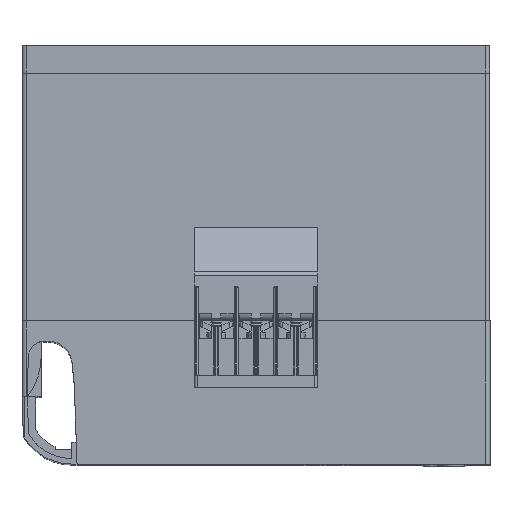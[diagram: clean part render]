
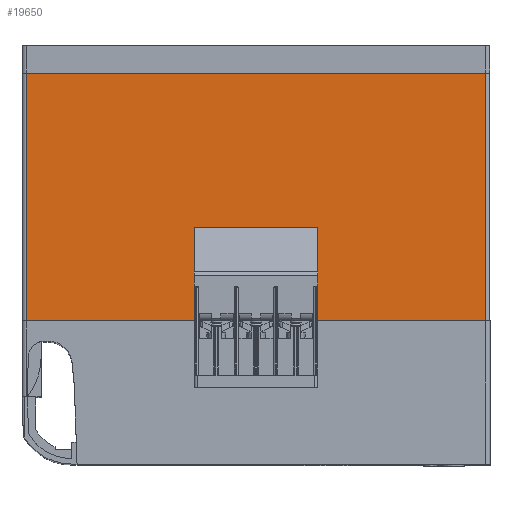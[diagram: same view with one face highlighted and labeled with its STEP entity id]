
A CAD part, top view. The second image highlights one B-rep face of the part: STEP entity #19650.
In plain terms, the highlighted planar face has unit normal (0, 0, 1).
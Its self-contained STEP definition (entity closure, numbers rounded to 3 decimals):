
#17692=VERTEX_POINT('',#50928);
#17912=VERTEX_POINT('',#51170);
#18240=EDGE_CURVE('',#20848,#24704,#51523,.T.);
#18704=VERTEX_POINT('',#52033);
#19414=EDGE_CURVE('',#35624,#20848,#52795,.T.);
#19650=ADVANCED_FACE('',(#53050,#53051),#53052,.T.);
#20814=VERTEX_POINT('',#54327);
#20848=VERTEX_POINT('',#54364);
#21168=VERTEX_POINT('',#54714);
#24556=EDGE_CURVE('',#31110,#20814,#58413,.T.);
#24704=VERTEX_POINT('',#58574);
#24708=VERTEX_POINT('',#58578);
#24934=EDGE_CURVE('',#18704,#17692,#58829,.T.);
#25894=EDGE_CURVE('',#17912,#40006,#59875,.T.);
#26488=VERTEX_POINT('',#60521);
#26808=EDGE_CURVE('',#17692,#41696,#60862,.T.);
#27524=EDGE_CURVE('',#33024,#40162,#61643,.T.);
#29170=VERTEX_POINT('',#63426);
#31106=EDGE_CURVE('',#40162,#21168,#65526,.T.);
#31110=VERTEX_POINT('',#65531);
#31118=EDGE_CURVE('',#21168,#38852,#65541,.T.);
#32082=EDGE_CURVE('',#29170,#24704,#66606,.T.);
#32266=EDGE_CURVE('',#26488,#31110,#66812,.T.);
#33024=VERTEX_POINT('',#67641);
#33356=VERTEX_POINT('',#67999);
#34656=EDGE_CURVE('',#20814,#17912,#69404,.T.);
#35624=VERTEX_POINT('',#70461);
#37316=EDGE_CURVE('',#40006,#41518,#72307,.T.);
#38852=VERTEX_POINT('',#74006);
#39524=VERTEX_POINT('',#74751);
#40006=VERTEX_POINT('',#75294);
#40162=VERTEX_POINT('',#75463);
#41518=VERTEX_POINT('',#76950);
#41696=VERTEX_POINT('',#77145);
#42182=EDGE_CURVE('',#38852,#33024,#77675,.T.);
#43450=EDGE_CURVE('',#33356,#24708,#79057,.T.);
#44178=EDGE_CURVE('',#26488,#24708,#79856,.T.);
#44380=EDGE_CURVE('',#33356,#35624,#80078,.T.);
#44488=EDGE_CURVE('',#41696,#39524,#80194,.T.);
#46332=EDGE_CURVE('',#39524,#29170,#82196,.T.);
#49592=EDGE_CURVE('',#41518,#18704,#85738,.T.);
#50928=CARTESIAN_POINT('',(18.9,-98.489,112.495));
#51170=CARTESIAN_POINT('',(-20.45,-98.489,112.495));
#51523=LINE('',#88575,#88576);
#52033=CARTESIAN_POINT('',(18.9,-87.6,112.495));
#52795=LINE('',#90593,#90594);
#53050=FACE_BOUND('',#90971,.T.);
#53051=FACE_OUTER_BOUND('',#90972,.T.);
#53052=PLANE('',#90973);
#54327=CARTESIAN_POINT('',(-20.45,-99.989,112.495));
#54364=CARTESIAN_POINT('',(83.495,-100.0,112.495));
#54714=CARTESIAN_POINT('',(22.5,-66.0,112.495));
#58413=LINE('',#99234,#99235);
#58574=CARTESIAN_POINT('',(18.9,-100.0,112.495));
#58578=CARTESIAN_POINT('',(-83.495,-100.0,112.495));
#58829=LINE('',#99946,#99947);
#59875=LINE('',#101738,#101739);
#60521=CARTESIAN_POINT('',(-18.9,-100.0,112.495));
#60862=LINE('',#103268,#103269);
#61643=LINE('',#104551,#104552);
#63426=CARTESIAN_POINT('',(18.9,-99.989,112.495));
#65526=LINE('',#110959,#110960);
#65531=CARTESIAN_POINT('',(-18.9,-99.989,112.495));
#65541=LINE('',#110980,#110981);
#66606=LINE('',#112582,#112583);
#66812=LINE('',#112850,#112851);
#67641=CARTESIAN_POINT('',(-22.5,-87.4,112.495));
#67999=CARTESIAN_POINT('',(-83.495,-10.0,112.495));
#69404=LINE('',#116919,#116920);
#70461=CARTESIAN_POINT('',(83.495,-10.0,112.495));
#72307=LINE('',#121229,#121230);
#74006=CARTESIAN_POINT('',(22.5,-87.4,112.495));
#74751=CARTESIAN_POINT('',(20.45,-99.989,112.495));
#75294=CARTESIAN_POINT('',(-18.9,-98.489,112.495));
#75463=CARTESIAN_POINT('',(-22.5,-66.0,112.495));
#76950=CARTESIAN_POINT('',(-18.9,-87.6,112.495));
#77145=CARTESIAN_POINT('',(20.45,-98.489,112.495));
#77675=LINE('',#129649,#129650);
#79057=LINE('',#131744,#131745);
#79856=LINE('',#133092,#133093);
#80078=LINE('',#133542,#133543);
#80194=LINE('',#133710,#133711);
#82196=LINE('',#137049,#137050);
#85738=LINE('',#142617,#142618);
#88575=CARTESIAN_POINT('',(0.377,-100.0,112.495));
#88576=VECTOR('',#144867,1.0);
#90593=CARTESIAN_POINT('',(83.495,0.0,112.495));
#90594=VECTOR('',#146156,1.0);
#90971=EDGE_LOOP('',(#146401,#146402,#146403,#146404));
#90972=EDGE_LOOP('',(#146405,#146406,#146407,#146408,#146409,#146410,#146411,#146412,#146413,#146414,#146415,#146416,#146417,#146418,#146419,#146420));
#90973=AXIS2_PLACEMENT_3D('',#146421,#146422,#146423);
#99234=CARTESIAN_POINT('',(-51.973,-99.989,112.495));
#99235=VECTOR('',#152310,1.0);
#99946=CARTESIAN_POINT('',(18.9,-50.25,112.495));
#99947=VECTOR('',#152825,1.0);
#101738=CARTESIAN_POINT('',(-51.973,-98.489,112.495));
#101739=VECTOR('',#153910,1.0);
#103268=CARTESIAN_POINT('',(-37.573,-98.489,112.495));
#103269=VECTOR('',#154893,1.0);
#104551=CARTESIAN_POINT('',(-22.5,-41.84,112.495));
#104552=VECTOR('',#155779,1.0);
#110959=CARTESIAN_POINT('',(-52.998,-66.0,112.495));
#110960=VECTOR('',#159731,1.0);
#110980=CARTESIAN_POINT('',(22.5,-41.84,112.495));
#110981=VECTOR('',#159770,1.0);
#112582=CARTESIAN_POINT('',(18.9,-50.25,112.495));
#112583=VECTOR('',#161089,1.0);
#112850=CARTESIAN_POINT('',(-18.9,-43.8,112.495));
#112851=VECTOR('',#161353,1.0);
#116919=CARTESIAN_POINT('',(-20.45,-48.829,112.495));
#116920=VECTOR('',#163928,1.0);
#121229=CARTESIAN_POINT('',(-18.9,-43.8,112.495));
#121230=VECTOR('',#167105,1.0);
#129649=CARTESIAN_POINT('',(-52.998,-87.4,112.495));
#129650=VECTOR('',#173281,1.0);
#131744=CARTESIAN_POINT('',(-83.495,0.0,112.495));
#131745=VECTOR('',#174791,1.0);
#133092=CARTESIAN_POINT('',(0.377,-100.0,112.495));
#133093=VECTOR('',#175771,1.0);
#133542=CARTESIAN_POINT('',(0.375,-10.0,112.495));
#133543=VECTOR('',#176005,1.0);
#133710=CARTESIAN_POINT('',(20.45,-48.829,112.495));
#133711=VECTOR('',#176113,1.0);
#137049=CARTESIAN_POINT('',(-37.573,-99.989,112.495));
#137050=VECTOR('',#178247,1.0);
#142617=CARTESIAN_POINT('',(-30.798,-87.6,112.495));
#142618=VECTOR('',#182015,1.0);
#144867=DIRECTION('',(-1.0,0.0,0.0));
#146156=DIRECTION('',(0.0,-1.0,0.0));
#146401=ORIENTED_EDGE('',*,*,#31106,.T.);
#146402=ORIENTED_EDGE('',*,*,#31118,.T.);
#146403=ORIENTED_EDGE('',*,*,#42182,.T.);
#146404=ORIENTED_EDGE('',*,*,#27524,.T.);
#146405=ORIENTED_EDGE('',*,*,#32082,.T.);
#146406=ORIENTED_EDGE('',*,*,#18240,.F.);
#146407=ORIENTED_EDGE('',*,*,#19414,.F.);
#146408=ORIENTED_EDGE('',*,*,#44380,.F.);
#146409=ORIENTED_EDGE('',*,*,#43450,.T.);
#146410=ORIENTED_EDGE('',*,*,#44178,.F.);
#146411=ORIENTED_EDGE('',*,*,#32266,.T.);
#146412=ORIENTED_EDGE('',*,*,#24556,.T.);
#146413=ORIENTED_EDGE('',*,*,#34656,.T.);
#146414=ORIENTED_EDGE('',*,*,#25894,.T.);
#146415=ORIENTED_EDGE('',*,*,#37316,.T.);
#146416=ORIENTED_EDGE('',*,*,#49592,.T.);
#146417=ORIENTED_EDGE('',*,*,#24934,.T.);
#146418=ORIENTED_EDGE('',*,*,#26808,.T.);
#146419=ORIENTED_EDGE('',*,*,#44488,.T.);
#146420=ORIENTED_EDGE('',*,*,#46332,.T.);
#146421=CARTESIAN_POINT('',(-83.495,0.0,112.495));
#146422=DIRECTION('',(0.0,0.0,1.0));
#146423=DIRECTION('',(-1.0,0.0,0.0));
#152310=DIRECTION('',(-1.0,0.0,0.0));
#152825=DIRECTION('',(0.0,-1.0,0.0));
#153910=DIRECTION('',(1.0,0.0,0.0));
#154893=DIRECTION('',(1.0,0.0,0.0));
#155779=DIRECTION('',(0.0,1.0,0.0));
#159731=DIRECTION('',(1.0,0.0,0.0));
#159770=DIRECTION('',(0.0,-1.0,0.0));
#161089=DIRECTION('',(0.0,-1.0,0.0));
#161353=DIRECTION('',(0.0,1.0,-0.0));
#163928=DIRECTION('',(0.0,1.0,0.0));
#167105=DIRECTION('',(0.0,1.0,-0.0));
#173281=DIRECTION('',(-1.0,0.0,0.0));
#174791=DIRECTION('',(0.0,-1.0,0.0));
#175771=DIRECTION('',(-1.0,0.0,0.0));
#176005=DIRECTION('',(1.0,0.0,-0.0));
#176113=DIRECTION('',(0.0,-1.0,0.0));
#178247=DIRECTION('',(-1.0,0.0,0.0));
#182015=DIRECTION('',(1.0,0.0,0.0));
